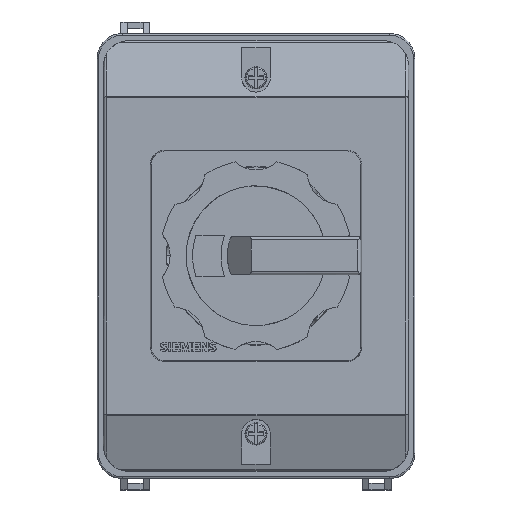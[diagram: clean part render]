
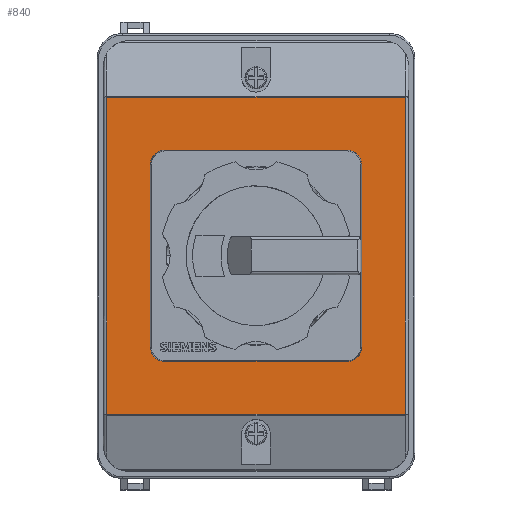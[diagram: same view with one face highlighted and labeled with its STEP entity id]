
A CAD part, top view. The second image highlights one B-rep face of the part: STEP entity #840.
In plain terms, the highlighted planar face has unit normal (0, 0, 1).
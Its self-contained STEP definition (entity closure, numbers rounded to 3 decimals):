
#840=ADVANCED_FACE('',(#1864,#1865),#1866,.T.);
#1864=FACE_BOUND('',#3070,.T.);
#1865=FACE_OUTER_BOUND('',#3071,.T.);
#1866=PLANE('',#3072);
#3070=EDGE_LOOP('',(#5696,#5697,#5698,#5699,#5700,#5701,#5702,#5703));
#3071=EDGE_LOOP('',(#5704,#5705,#5706,#5707));
#3072=AXIS2_PLACEMENT_3D('',#5708,#5709,#5710);
#5696=ORIENTED_EDGE('',*,*,#7868,.T.);
#5697=ORIENTED_EDGE('',*,*,#7872,.T.);
#5698=ORIENTED_EDGE('',*,*,#7875,.T.);
#5699=ORIENTED_EDGE('',*,*,#7878,.T.);
#5700=ORIENTED_EDGE('',*,*,#7881,.T.);
#5701=ORIENTED_EDGE('',*,*,#7884,.T.);
#5702=ORIENTED_EDGE('',*,*,#7887,.T.);
#5703=ORIENTED_EDGE('',*,*,#7890,.T.);
#5704=ORIENTED_EDGE('',*,*,#8171,.F.);
#5705=ORIENTED_EDGE('',*,*,#8172,.F.);
#5706=ORIENTED_EDGE('',*,*,#8173,.T.);
#5707=ORIENTED_EDGE('',*,*,#8174,.T.);
#5708=CARTESIAN_POINT('',(98.0,73.591,40.5));
#5709=DIRECTION('',(0.0,0.0,1.0));
#5710=DIRECTION('',(0.0,1.0,-0.0));
#7868=EDGE_CURVE('',#9651,#9652,#9653,.T.);
#7872=EDGE_CURVE('',#9652,#9657,#9658,.T.);
#7875=EDGE_CURVE('',#9657,#9661,#9662,.T.);
#7878=EDGE_CURVE('',#9661,#9665,#9666,.T.);
#7881=EDGE_CURVE('',#9665,#9669,#9670,.T.);
#7884=EDGE_CURVE('',#9669,#9673,#9674,.T.);
#7887=EDGE_CURVE('',#9673,#9677,#9678,.T.);
#7890=EDGE_CURVE('',#9677,#9651,#9681,.T.);
#8171=EDGE_CURVE('',#10062,#10063,#10064,.T.);
#8172=EDGE_CURVE('',#10065,#10062,#10066,.T.);
#8173=EDGE_CURVE('',#10065,#10067,#10068,.T.);
#8174=EDGE_CURVE('',#10067,#10063,#10069,.T.);
#9651=VERTEX_POINT('',#13127);
#9652=VERTEX_POINT('',#13128);
#9653=LINE('',#13129,#13130);
#9657=VERTEX_POINT('',#13136);
#9658=ELLIPSE('',#13137,4.512,4.5);
#9661=VERTEX_POINT('',#13141);
#9662=LINE('',#13142,#13143);
#9665=VERTEX_POINT('',#13147);
#9666=ELLIPSE('',#13148,4.512,4.5);
#9669=VERTEX_POINT('',#13152);
#9670=LINE('',#13153,#13154);
#9673=VERTEX_POINT('',#13158);
#9674=ELLIPSE('',#13159,4.512,4.5);
#9677=VERTEX_POINT('',#13163);
#9678=LINE('',#13164,#13165);
#9681=ELLIPSE('',#13169,4.512,4.5);
#10062=VERTEX_POINT('',#14254);
#10063=VERTEX_POINT('',#14255);
#10064=LINE('',#14256,#14257);
#10065=VERTEX_POINT('',#14258);
#10066=LINE('',#14259,#14260);
#10067=VERTEX_POINT('',#14261);
#10068=LINE('',#14262,#14263);
#10069=LINE('',#14264,#14265);
#13127=CARTESIAN_POINT('',(21.294,106.8,40.5));
#13128=CARTESIAN_POINT('',(78.706,106.8,40.5));
#13129=CARTESIAN_POINT('',(90.6,106.8,40.5));
#13130=VECTOR('',#16419,1.0);
#13136=CARTESIAN_POINT('',(83.2,102.306,40.5));
#13137=AXIS2_PLACEMENT_3D('',#16422,#16423,#16424);
#13141=CARTESIAN_POINT('',(83.2,44.894,40.5));
#13142=CARTESIAN_POINT('',(83.2,56.995,40.5));
#13143=VECTOR('',#16426,1.0);
#13147=CARTESIAN_POINT('',(78.706,40.4,40.5));
#13148=AXIS2_PLACEMENT_3D('',#16428,#16429,#16430);
#13152=CARTESIAN_POINT('',(21.294,40.4,40.5));
#13153=CARTESIAN_POINT('',(57.4,40.4,40.5));
#13154=VECTOR('',#16432,1.0);
#13158=CARTESIAN_POINT('',(16.8,44.894,40.5));
#13159=AXIS2_PLACEMENT_3D('',#16434,#16435,#16436);
#13163=CARTESIAN_POINT('',(16.8,102.306,40.5));
#13164=CARTESIAN_POINT('',(16.8,90.195,40.5));
#13165=VECTOR('',#16438,1.0);
#13169=AXIS2_PLACEMENT_3D('',#16440,#16441,#16442);
#14254=CARTESIAN_POINT('',(3.0,23.769,40.5));
#14255=CARTESIAN_POINT('',(3.0,123.413,40.5));
#14256=CARTESIAN_POINT('',(3.,73.591,40.5));
#14257=VECTOR('',#16761,1.0);
#14258=CARTESIAN_POINT('',(97.,23.769,40.5));
#14259=CARTESIAN_POINT('',(98.0,23.769,40.5));
#14260=VECTOR('',#16762,1.0);
#14261=CARTESIAN_POINT('',(97.,123.413,40.5));
#14262=CARTESIAN_POINT('',(97.,73.591,40.5));
#14263=VECTOR('',#16763,1.0);
#14264=CARTESIAN_POINT('',(98.0,123.413,40.5));
#14265=VECTOR('',#16764,1.0);
#16419=DIRECTION('',(1.0,0.0,0.0));
#16422=CARTESIAN_POINT('',(78.694,102.294,40.5));
#16423=DIRECTION('',(-0.0,0.0,-1.0));
#16424=DIRECTION('',(-0.707,-0.707,0.0));
#16426=DIRECTION('',(0.0,-1.0,0.0));
#16428=CARTESIAN_POINT('',(78.694,44.906,40.5));
#16429=DIRECTION('',(0.0,-0.0,-1.0));
#16430=DIRECTION('',(0.707,-0.707,0.0));
#16432=DIRECTION('',(-1.0,0.0,0.0));
#16434=CARTESIAN_POINT('',(21.306,44.906,40.5));
#16435=DIRECTION('',(-0.0,0.0,-1.0));
#16436=DIRECTION('',(-0.707,-0.707,0.0));
#16438=DIRECTION('',(0.0,1.0,-0.0));
#16440=CARTESIAN_POINT('',(21.306,102.294,40.5));
#16441=DIRECTION('',(0.0,-0.0,-1.0));
#16442=DIRECTION('',(0.707,-0.707,0.0));
#16761=DIRECTION('',(0.0,1.0,0.0));
#16762=DIRECTION('',(-1.0,0.0,0.0));
#16763=DIRECTION('',(0.0,1.0,0.0));
#16764=DIRECTION('',(-1.0,0.0,0.0));
